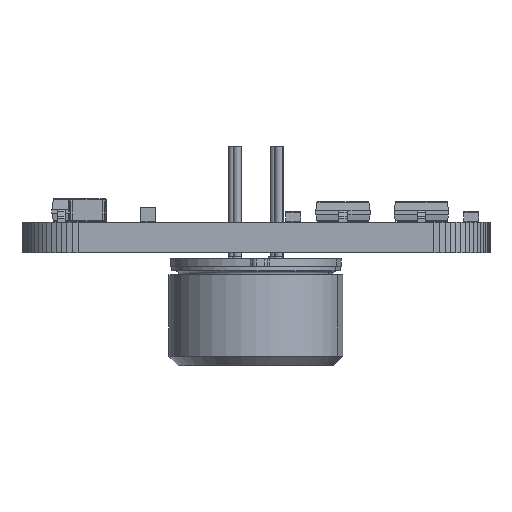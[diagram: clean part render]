
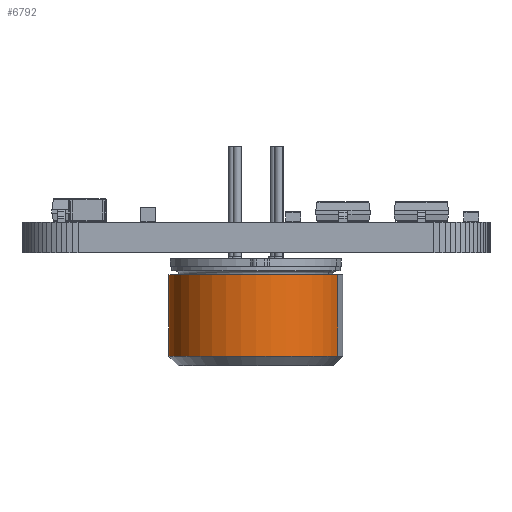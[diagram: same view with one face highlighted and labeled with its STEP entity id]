
A CAD part, front view. The second image highlights one B-rep face of the part: STEP entity #6792.
In plain terms, the highlighted cylindrical face has radius 4.65 mm (diameter 9.3 mm), a partial arc.
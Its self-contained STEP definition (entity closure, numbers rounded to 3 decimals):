
#6729 = VERTEX_POINT('',#6730);
#6730 = CARTESIAN_POINT('',(0.,0.,-4.65));
#6731 = VERTEX_POINT('',#6732);
#6732 = CARTESIAN_POINT('',(0.,0.,4.65));
#6739 = EDGE_CURVE('',#6731,#6729,#6740,.T.);
#6740 = CIRCLE('',#6741,4.65);
#6741 = AXIS2_PLACEMENT_3D('',#6742,#6743,#6744);
#6742 = CARTESIAN_POINT('',(0.,0.,0.));
#6743 = DIRECTION('',(0.,-1.,0.));
#6744 = DIRECTION('',(0.,0.,1.));
#6764 = EDGE_CURVE('',#6765,#6729,#6767,.T.);
#6765 = VERTEX_POINT('',#6766);
#6766 = CARTESIAN_POINT('',(0.,4.35,-4.65));
#6767 = LINE('',#6768,#6769);
#6768 = CARTESIAN_POINT('',(0.,4.35,-4.65));
#6769 = VECTOR('',#6770,1.);
#6770 = DIRECTION('',(0.,-1.,0.));
#6773 = VERTEX_POINT('',#6774);
#6774 = CARTESIAN_POINT('',(0.,4.35,4.65));
#6781 = EDGE_CURVE('',#6773,#6731,#6782,.T.);
#6782 = LINE('',#6783,#6784);
#6783 = CARTESIAN_POINT('',(0.,4.35,4.65));
#6784 = VECTOR('',#6785,1.);
#6785 = DIRECTION('',(0.,-1.,0.));
#6792 = ADVANCED_FACE('',(#6793),#6805,.T.);
#6793 = FACE_BOUND('',#6794,.T.);
#6794 = EDGE_LOOP('',(#6795,#6796,#6797,#6804));
#6795 = ORIENTED_EDGE('',*,*,#6739,.F.);
#6796 = ORIENTED_EDGE('',*,*,#6781,.F.);
#6797 = ORIENTED_EDGE('',*,*,#6798,.F.);
#6798 = EDGE_CURVE('',#6765,#6773,#6799,.T.);
#6799 = CIRCLE('',#6800,4.65);
#6800 = AXIS2_PLACEMENT_3D('',#6801,#6802,#6803);
#6801 = CARTESIAN_POINT('',(0.,4.35,0.));
#6802 = DIRECTION('',(0.,1.,0.));
#6803 = DIRECTION('',(0.,0.,-1.));
#6804 = ORIENTED_EDGE('',*,*,#6764,.T.);
#6805 = CYLINDRICAL_SURFACE('',#6806,4.65);
#6806 = AXIS2_PLACEMENT_3D('',#6807,#6808,#6809);
#6807 = CARTESIAN_POINT('',(0.,48.181,0.));
#6808 = DIRECTION('',(0.,1.,0.));
#6809 = DIRECTION('',(0.,0.,1.));
